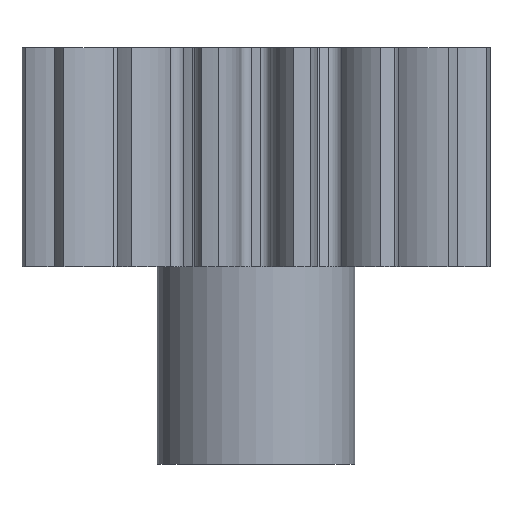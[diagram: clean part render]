
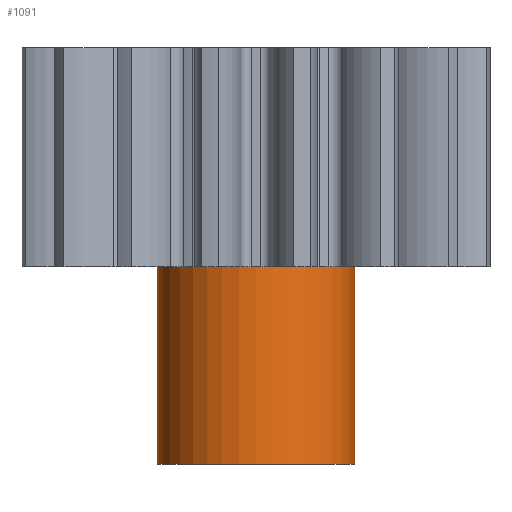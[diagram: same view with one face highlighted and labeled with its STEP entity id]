
A CAD part, front view. The second image highlights one B-rep face of the part: STEP entity #1091.
In plain terms, the highlighted cylindrical face has radius 4.5 mm (diameter 9 mm), a partial arc.
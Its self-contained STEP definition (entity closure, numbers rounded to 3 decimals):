
#1091 = ADVANCED_FACE ( 'NONE', ( #3237 ), #3268, .T. ) ;
#1092 = EDGE_LOOP ( 'NONE', ( #1167, #1165, #1240, #1241 ) ) ;
#1165 = ORIENTED_EDGE ( 'NONE', *, *, #1227, .T. ) ;
#1166 = EDGE_CURVE ( 'NONE', #4078, #4202, #3329, .T. ) ;
#1167 = ORIENTED_EDGE ( 'NONE', *, *, #4224, .F. ) ;
#1227 = EDGE_CURVE ( 'NONE', #4008, #4100, #3204, .T. ) ;
#1240 = ORIENTED_EDGE ( 'NONE', *, *, #4238, .T. ) ;
#1241 = ORIENTED_EDGE ( 'NONE', *, *, #1166, .T. ) ;
#3175 = DIRECTION ( 'NONE',  ( 1., 0., 0. ) ) ;
#3176 = DIRECTION ( 'NONE',  ( 0., 0., 1. ) ) ;
#3185 = AXIS2_PLACEMENT_3D ( 'NONE', #3190, #3176, #3175 ) ;
#3190 = CARTESIAN_POINT ( 'NONE',  ( 0., 0., -9. ) ) ;
#3204 = CIRCLE ( 'NONE', #3185, 4.5 ) ;
#3234 = CARTESIAN_POINT ( 'NONE',  ( 0., 0., -9. ) ) ;
#3237 = FACE_OUTER_BOUND ( 'NONE', #1092, .T. ) ;
#3248 = AXIS2_PLACEMENT_3D ( 'NONE', #3234, #3270, #3269 ) ;
#3268 = CYLINDRICAL_SURFACE ( 'NONE', #3248, 4.5 ) ;
#3269 = DIRECTION ( 'NONE',  ( 1., 0., 0. ) ) ;
#3270 = DIRECTION ( 'NONE',  ( 0., 0., 1. ) ) ;
#3308 = DIRECTION ( 'NONE',  ( -1., 0., 0. ) ) ;
#3309 = DIRECTION ( 'NONE',  ( 0., 0., -1. ) ) ;
#3310 = AXIS2_PLACEMENT_3D ( 'NONE', #3327, #3309, #3308 ) ;
#3327 = CARTESIAN_POINT ( 'NONE',  ( 0., 0., 1.5 ) ) ;
#3329 = CIRCLE ( 'NONE', #3310, 4.5 ) ;
#3439 = CARTESIAN_POINT ( 'NONE',  ( -4.5, 0., -9. ) ) ;
#3462 = CARTESIAN_POINT ( 'NONE',  ( 4.5, 0., 1.5 ) ) ;
#3488 = CARTESIAN_POINT ( 'NONE',  ( 4.5, 0., -9. ) ) ;
#3837 = DIRECTION ( 'NONE',  ( 0., 0., 1. ) ) ;
#3838 = VECTOR ( 'NONE', #3837, 1000. ) ;
#3839 = CARTESIAN_POINT ( 'NONE',  ( -4.5, 0., -9. ) ) ;
#3843 = CARTESIAN_POINT ( 'NONE',  ( -4.5, 0., 1.5 ) ) ;
#3903 = DIRECTION ( 'NONE',  ( 0., 0., 1. ) ) ;
#3904 = VECTOR ( 'NONE', #3903, 1000. ) ;
#3905 = CARTESIAN_POINT ( 'NONE',  ( 4.5, 0., -9. ) ) ;
#3906 = LINE ( 'NONE', #3905, #3904 ) ;
#3910 = LINE ( 'NONE', #3839, #3838 ) ;
#4008 = VERTEX_POINT ( 'NONE', #3439 ) ;
#4078 = VERTEX_POINT ( 'NONE', #3462 ) ;
#4100 = VERTEX_POINT ( 'NONE', #3488 ) ;
#4202 = VERTEX_POINT ( 'NONE', #3843 ) ;
#4224 = EDGE_CURVE ( 'NONE', #4008, #4202, #3910, .T. ) ;
#4238 = EDGE_CURVE ( 'NONE', #4100, #4078, #3906, .T. ) ;
